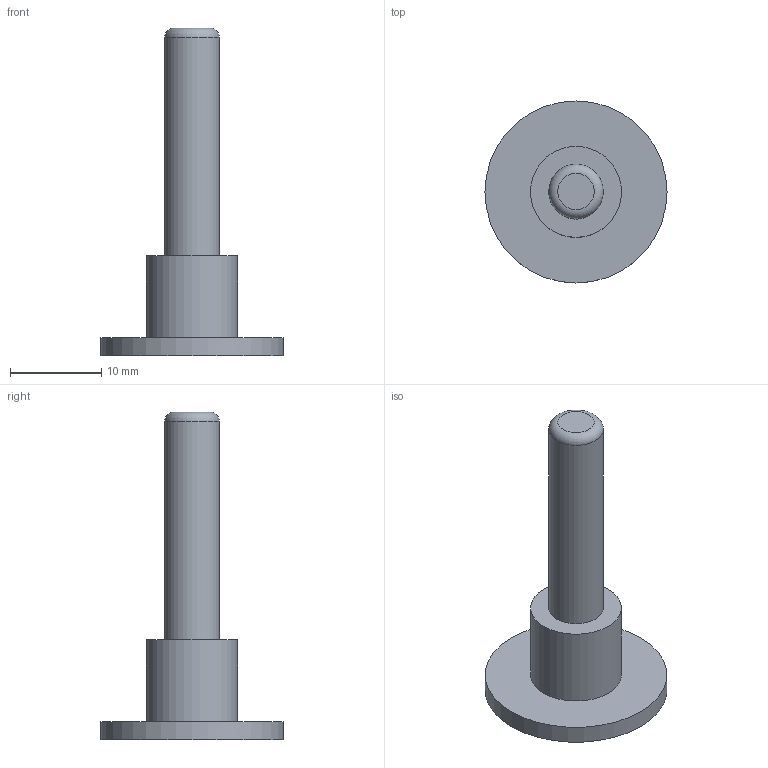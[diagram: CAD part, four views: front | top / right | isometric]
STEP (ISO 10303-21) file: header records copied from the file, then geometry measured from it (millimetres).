
FILE_DESCRIPTION(('STEP AP242'), '1');
FILE_NAME('itemSuspensionOnLancerPillar', '', ('UNSPECIFIED'), ('UNSPECIFIED'), 'C3D Converter', 'C3D Toolkit', '');
FILE_SCHEMA(('AP242_MANAGED_MODEL_BASED_3D_ENGINEERING_MIM_LF { 1 0 10303 442 1 1 4 }'));
Length unit declared in the file: millimetre
Bounding box: 20 x 20 x 36 mm (x, y, z)
Volume: 2038.3 mm3; surface area: 1499.4 mm2
Topology: 1 solids, 1 shells, 8 faces, 11 edges, 7 vertices
Faces by surface type: plane 4, cylinder 3, torus 1
Full cylindrical faces by diameter (mm): 6 x1, 10 x1, 20 x1
Entity records: 189 total; most frequent: DIRECTION 32, CARTESIAN_POINT 23, AXIS2_PLACEMENT_3D 16, EDGE_LOOP 14, ORIENTED_EDGE 14, ADVANCED_FACE 8, FACE_OUTER_BOUND 8, EDGE_CURVE 7
